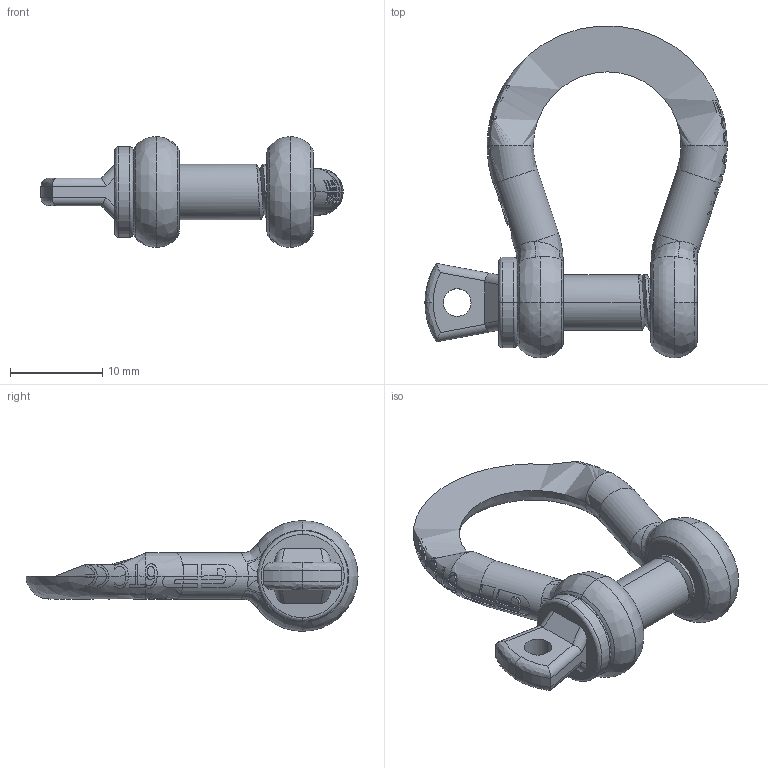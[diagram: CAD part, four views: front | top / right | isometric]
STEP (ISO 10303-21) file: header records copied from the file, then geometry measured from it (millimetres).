
FILE_DESCRIPTION(('STEP AP214'),'1');
FILE_NAME('gpghbb05.stp','2017-03-31T06:05:56',('TraceParts'),('TraceParts S.A.'),'Spatial InterOp 3D',' ',' ');
FILE_SCHEMA(('automotive_design'));
Length unit declared in the file: millimetre
Products named in the file (2): gpghbb05_1; gpghbb05_2
Bounding box: 32.75 x 35.97 x 12 mm (x, y, z)
Volume: 2657.3 mm3; surface area: 2484.2 mm2
Topology: 2 solids, 2 shells, 384 faces, 1084 edges, 684 vertices
Faces by surface type: bspline 199, plane 108, cylinder 72, cone 3, torus 2
Entity records: 20711 total; most frequent: CARTESIAN_POINT 12611, ORIENTED_EDGE 2122, DIRECTION 1061, EDGE_CURVE 1061, VERTEX_POINT 684, B_SPLINE_CURVE_WITH_KNOTS 459, EDGE_LOOP 393, ADVANCED_FACE 384
